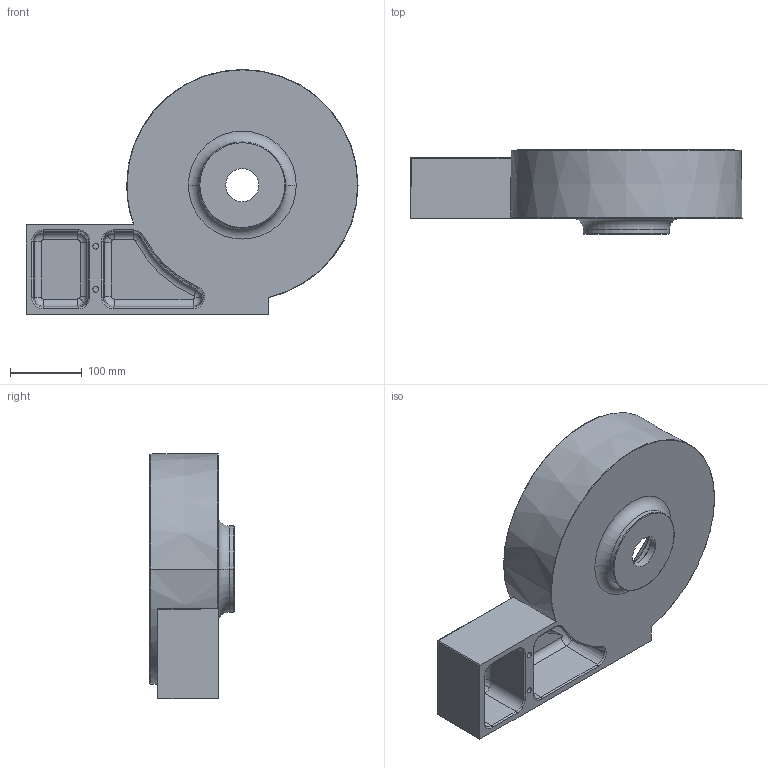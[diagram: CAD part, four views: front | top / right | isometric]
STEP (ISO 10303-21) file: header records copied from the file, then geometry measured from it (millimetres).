
FILE_DESCRIPTION (( 'STEP AP203' ), '1' );
FILE_NAME ('Scalino_Ablage_Links.STEP', '2024-03-19T10:24:19', ( '' ), ( '' ), 'SwSTEP 2.0', 'SolidWorks 2022', '' );
FILE_SCHEMA (( 'CONFIG_CONTROL_DESIGN' ));
Length unit declared in the file: millimetre
Products named in the file (1): Scalino_Ablage_Links
Bounding box: 461.56 x 116.8 x 340.82 mm (x, y, z)
Volume: 3783437.3 mm3; surface area: 450585.7 mm2
Topology: 1 solids, 1 shells, 107 faces, 240 edges, 139 vertices
Faces by surface type: cylinder 30, torus 28, plane 19, cone 17, bspline 12, sphere 1
Entity records: 3259 total; most frequent: CARTESIAN_POINT 845, DIRECTION 529, ORIENTED_EDGE 478, EDGE_CURVE 239, AXIS2_PLACEMENT_3D 225, VERTEX_POINT 139, CIRCLE 129, EDGE_LOOP 114
